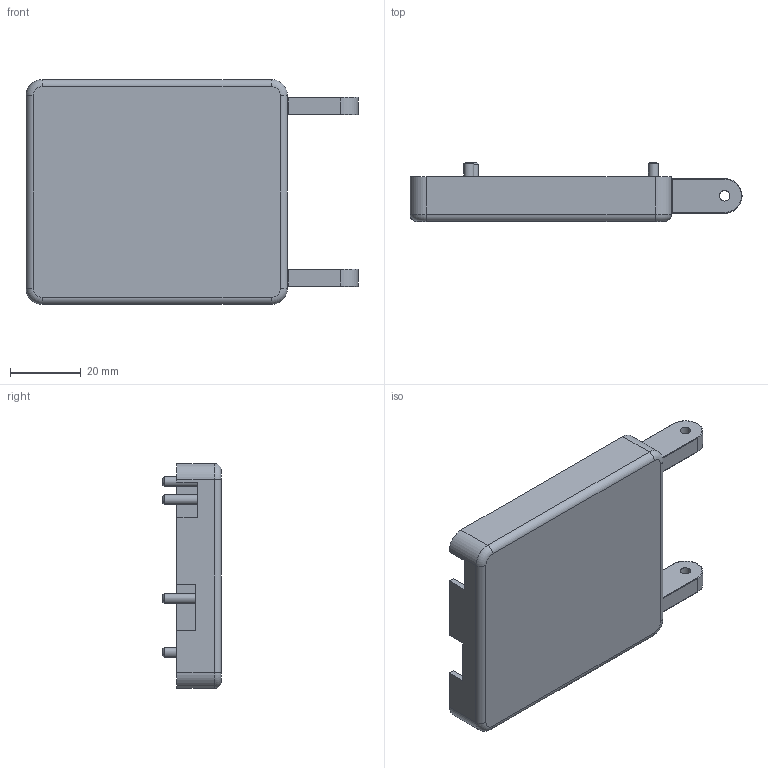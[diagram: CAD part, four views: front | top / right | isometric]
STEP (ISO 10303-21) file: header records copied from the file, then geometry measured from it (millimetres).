
FILE_DESCRIPTION(/* description */ (''),/* implementation_level */ '2;1');
FILE_NAME(/* name */ 'Enclosure Bottom.stp',/* time_stamp */ '2016-11-02T14:30:40-04:00',/* author */ (''),/* organization */ (''),/* preprocessor_version */ 'ST-DEVELOPER v16.5',/* originating_system */ 'Autodesk Translation Framework v5.2.0.2031',/* authorisation */ '');
FILE_SCHEMA (('AUTOMOTIVE_DESIGN { 1 0 10303 214 3 1 1 }'));
Length unit declared in the file: centimetre
Products named in the file (1): Enclosure Bottom
Bounding box: 93.7 x 16.6 x 63.5 mm (x, y, z)
Volume: 13886.3 mm3; surface area: 16786.2 mm2
Topology: 1 solids, 1 shells, 94 faces, 214 edges, 132 vertices
Faces by surface type: cylinder 40, plane 34, torus 16, cone 4
Full cylindrical faces by diameter (mm): 2.8 x4, 3 x2, 4 x4
Entity records: 2568 total; most frequent: DIRECTION 486, CARTESIAN_POINT 419, ORIENTED_EDGE 392, EDGE_CURVE 196, AXIS2_PLACEMENT_3D 195, VERTEX_POINT 128, EDGE_LOOP 122, CIRCLE 100
